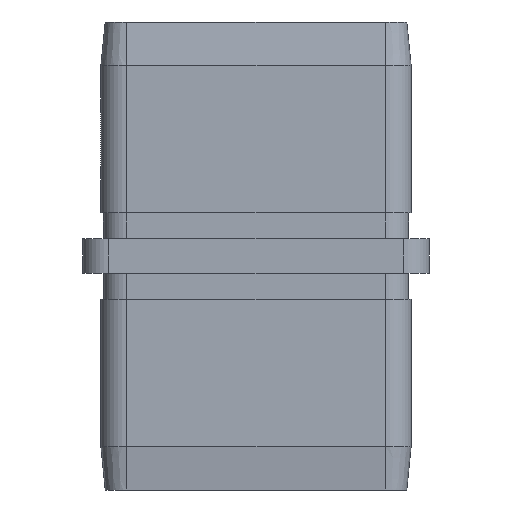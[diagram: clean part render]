
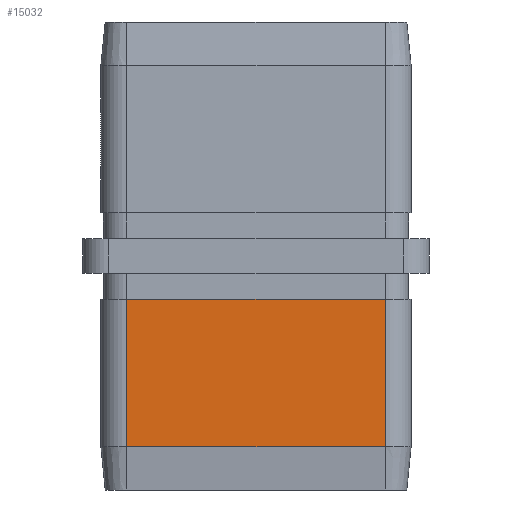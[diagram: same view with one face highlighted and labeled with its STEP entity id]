
A CAD part, left-side view. The second image highlights one B-rep face of the part: STEP entity #15032.
In plain terms, the highlighted planar face has unit normal (-1, 0, 0).
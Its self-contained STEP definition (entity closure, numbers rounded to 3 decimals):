
#22 = DIRECTION ( 'NONE',  ( 0., 0., 1. ) ) ;
#170 = DIRECTION ( 'NONE',  ( 0., 1., 0. ) ) ;
#970 = DIRECTION ( 'NONE',  ( 0., 0., -1. ) ) ;
#2532 = VECTOR ( 'NONE', #15947, 1000. ) ;
#3880 = VECTOR ( 'NONE', #970, 1000. ) ;
#5053 = LINE ( 'NONE', #13711, #3880 ) ;
#7189 = ORIENTED_EDGE ( 'NONE', *, *, #17703, .F. ) ;
#9197 = VERTEX_POINT ( 'NONE', #19479 ) ;
#11078 = PLANE ( 'NONE',  #18840 ) ;
#11676 = CARTESIAN_POINT ( 'NONE',  ( -7.9, -14.9, 27. ) ) ;
#11828 = CARTESIAN_POINT ( 'NONE',  ( -7.9, -14.9, -22. ) ) ;
#12776 = ORIENTED_EDGE ( 'NONE', *, *, #19005, .T. ) ;
#12802 = VERTEX_POINT ( 'NONE', #23180 ) ;
#12942 = DIRECTION ( 'NONE',  ( 1., 0., 0. ) ) ;
#13026 = CARTESIAN_POINT ( 'NONE',  ( -7.9, -17.9, 27. ) ) ;
#13711 = CARTESIAN_POINT ( 'NONE',  ( -7.9, 14.9, 27. ) ) ;
#14198 = EDGE_CURVE ( 'NONE', #17413, #12802, #5053, .T. ) ;
#14976 = DIRECTION ( 'NONE',  ( 0., 0., -1. ) ) ;
#15032 = ADVANCED_FACE ( 'NONE', ( #20905 ), #11078, .F. ) ;
#15514 = VECTOR ( 'NONE', #22, 1000. ) ;
#15947 = DIRECTION ( 'NONE',  ( 0., 1., 0. ) ) ;
#16113 = CARTESIAN_POINT ( 'NONE',  ( -7.9, -14.9, -5. ) ) ;
#17413 = VERTEX_POINT ( 'NONE', #22645 ) ;
#17703 = EDGE_CURVE ( 'NONE', #9197, #12802, #18695, .T. ) ;
#17860 = ORIENTED_EDGE ( 'NONE', *, *, #23238, .T. ) ;
#18599 = CARTESIAN_POINT ( 'NONE',  ( -7.9, -14.9, -5. ) ) ;
#18695 = LINE ( 'NONE', #11828, #23535 ) ;
#18766 = VERTEX_POINT ( 'NONE', #18599 ) ;
#18840 = AXIS2_PLACEMENT_3D ( 'NONE', #13026, #12942, #14976 ) ;
#19005 = EDGE_CURVE ( 'NONE', #18766, #17413, #24726, .T. ) ;
#19479 = CARTESIAN_POINT ( 'NONE',  ( -7.9, -14.9, -22. ) ) ;
#20905 = FACE_OUTER_BOUND ( 'NONE', #21490, .T. ) ;
#21490 = EDGE_LOOP ( 'NONE', ( #7189, #17860, #12776, #24632 ) ) ;
#22645 = CARTESIAN_POINT ( 'NONE',  ( -7.9, 14.9, -5. ) ) ;
#23180 = CARTESIAN_POINT ( 'NONE',  ( -7.9, 14.9, -22. ) ) ;
#23238 = EDGE_CURVE ( 'NONE', #9197, #18766, #23418, .T. ) ;
#23418 = LINE ( 'NONE', #11676, #15514 ) ;
#23535 = VECTOR ( 'NONE', #170, 1000. ) ;
#24632 = ORIENTED_EDGE ( 'NONE', *, *, #14198, .T. ) ;
#24726 = LINE ( 'NONE', #16113, #2532 ) ;
